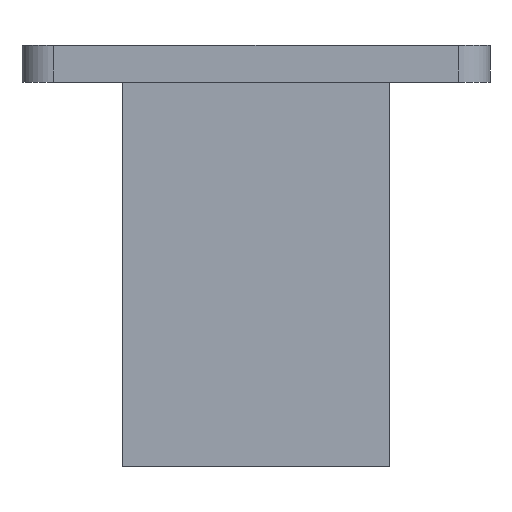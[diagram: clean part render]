
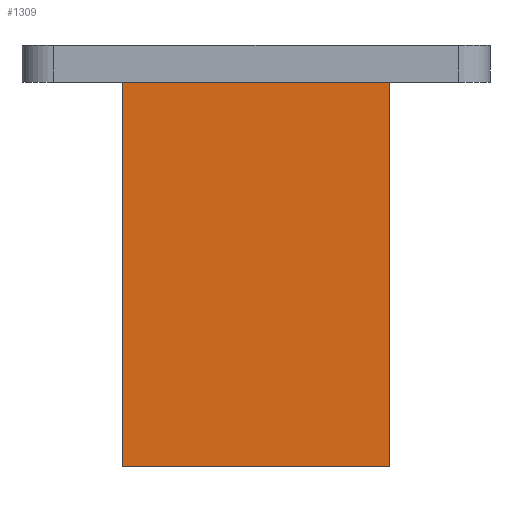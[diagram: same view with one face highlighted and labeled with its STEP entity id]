
A CAD part, front view. The second image highlights one B-rep face of the part: STEP entity #1309.
In plain terms, the highlighted planar face has unit normal (0, -1, 0).
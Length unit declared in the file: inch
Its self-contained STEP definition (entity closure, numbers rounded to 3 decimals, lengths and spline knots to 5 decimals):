
#15 = AXIS2_PLACEMENT_3D ( 'NONE', #417, #1282, #860 ) ;
#55 = ORIENTED_EDGE ( 'NONE', *, *, #1166, .T. ) ;
#122 = CARTESIAN_POINT ( 'NONE',  ( 0., -0.5, -0.27559 ) ) ;
#146 = DIRECTION ( 'NONE',  ( 0., 0., 1. ) ) ;
#225 = VECTOR ( 'NONE', #780, 39.37008 ) ;
#239 = DIRECTION ( 'NONE',  ( -1., 0., 0. ) ) ;
#252 = LINE ( 'NONE', #560, #225 ) ;
#257 = LINE ( 'NONE', #1311, #304 ) ;
#304 = VECTOR ( 'NONE', #146, 39.37008 ) ;
#358 = CARTESIAN_POINT ( 'NONE',  ( -1., -0.5, -3.14961 ) ) ;
#417 = CARTESIAN_POINT ( 'NONE',  ( -1., -0.5, -3.14961 ) ) ;
#478 = VERTEX_POINT ( 'NONE', #673 ) ;
#499 = ORIENTED_EDGE ( 'NONE', *, *, #843, .T. ) ;
#545 = LINE ( 'NONE', #122, #1294 ) ;
#560 = CARTESIAN_POINT ( 'NONE',  ( -1., -0.5, -3.14961 ) ) ;
#567 = VECTOR ( 'NONE', #1144, 39.37008 ) ;
#673 = CARTESIAN_POINT ( 'NONE',  ( 1., -0.5, -0.27559 ) ) ;
#722 = EDGE_CURVE ( 'NONE', #478, #1303, #545, .T. ) ;
#733 = PLANE ( 'NONE',  #15 ) ;
#780 = DIRECTION ( 'NONE',  ( 1., 0., 0. ) ) ;
#843 = EDGE_CURVE ( 'NONE', #1126, #1234, #252, .T. ) ;
#844 = EDGE_CURVE ( 'NONE', #1126, #1303, #257, .T. ) ;
#860 = DIRECTION ( 'NONE',  ( 1., 0., 0. ) ) ;
#914 = ORIENTED_EDGE ( 'NONE', *, *, #844, .F. ) ;
#917 = LINE ( 'NONE', #1037, #567 ) ;
#923 = CARTESIAN_POINT ( 'NONE',  ( 1., -0.5, -3.14961 ) ) ;
#1033 = CARTESIAN_POINT ( 'NONE',  ( -1., -0.5, -0.27559 ) ) ;
#1037 = CARTESIAN_POINT ( 'NONE',  ( 1., -0.5, -3.14961 ) ) ;
#1126 = VERTEX_POINT ( 'NONE', #358 ) ;
#1144 = DIRECTION ( 'NONE',  ( 0., 0., 1. ) ) ;
#1166 = EDGE_CURVE ( 'NONE', #1234, #478, #917, .T. ) ;
#1234 = VERTEX_POINT ( 'NONE', #923 ) ;
#1246 = FACE_OUTER_BOUND ( 'NONE', #1312, .T. ) ;
#1282 = DIRECTION ( 'NONE',  ( 0., -1., 0. ) ) ;
#1294 = VECTOR ( 'NONE', #239, 39.37008 ) ;
#1301 = ORIENTED_EDGE ( 'NONE', *, *, #722, .T. ) ;
#1303 = VERTEX_POINT ( 'NONE', #1033 ) ;
#1309 = ADVANCED_FACE ( 'NONE', ( #1246 ), #733, .T. ) ;
#1311 = CARTESIAN_POINT ( 'NONE',  ( -1., -0.5, -3.14961 ) ) ;
#1312 = EDGE_LOOP ( 'NONE', ( #55, #1301, #914, #499 ) ) ;
